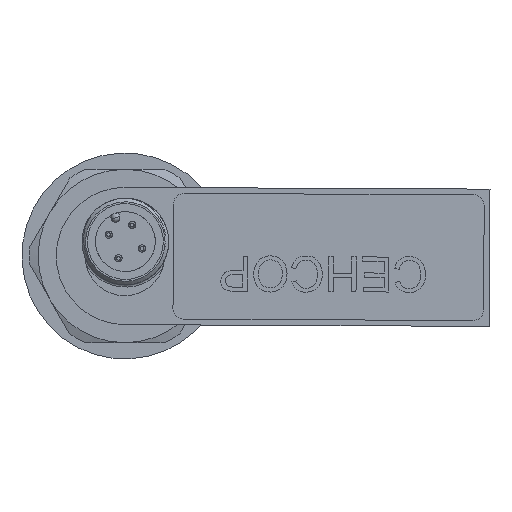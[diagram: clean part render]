
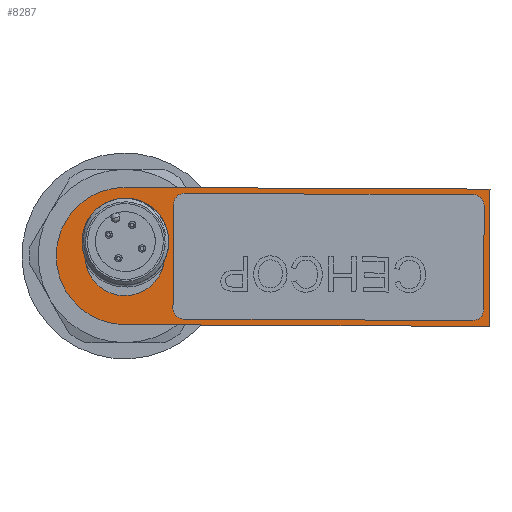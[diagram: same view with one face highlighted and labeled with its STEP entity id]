
A CAD part, left-side view. The second image highlights one B-rep face of the part: STEP entity #8287.
In plain terms, the highlighted face is planar.
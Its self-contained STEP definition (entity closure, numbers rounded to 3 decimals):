
#397=LINE('',#33158,#868);
#398=LINE('',#33160,#869);
#399=LINE('',#33162,#870);
#400=LINE('',#33163,#871);
#401=LINE('',#33168,#872);
#402=LINE('',#33172,#873);
#403=LINE('',#33176,#874);
#868=VECTOR('',#11150,1000.);
#869=VECTOR('',#11151,1000.);
#870=VECTOR('',#11152,1000.);
#871=VECTOR('',#11153,1000.);
#872=VECTOR('',#11156,1000.);
#873=VECTOR('',#11159,1000.);
#874=VECTOR('',#11162,1000.);
#1795=PLANE('',#9521);
#3021=ORIENTED_EDGE('',*,*,#4765,.F.);
#3022=ORIENTED_EDGE('',*,*,#4766,.F.);
#3023=ORIENTED_EDGE('',*,*,#4767,.F.);
#3024=ORIENTED_EDGE('',*,*,#4768,.F.);
#3025=ORIENTED_EDGE('',*,*,#4769,.F.);
#3026=ORIENTED_EDGE('',*,*,#4770,.T.);
#3027=ORIENTED_EDGE('',*,*,#4771,.T.);
#3028=ORIENTED_EDGE('',*,*,#4772,.T.);
#3029=ORIENTED_EDGE('',*,*,#4773,.T.);
#3030=ORIENTED_EDGE('',*,*,#4774,.T.);
#3031=ORIENTED_EDGE('',*,*,#4775,.T.);
#3032=ORIENTED_EDGE('',*,*,#4776,.T.);
#3033=ORIENTED_EDGE('',*,*,#4777,.T.);
#4765=EDGE_CURVE('',#5770,#5770,#6414,.T.);
#4766=EDGE_CURVE('',#5771,#5772,#6415,.T.);
#4767=EDGE_CURVE('',#5773,#5771,#397,.T.);
#4768=EDGE_CURVE('',#5774,#5773,#398,.T.);
#4769=EDGE_CURVE('',#5772,#5774,#399,.T.);
#4770=EDGE_CURVE('',#5775,#5776,#400,.T.);
#4771=EDGE_CURVE('',#5776,#5777,#6416,.T.);
#4772=EDGE_CURVE('',#5777,#5778,#401,.T.);
#4773=EDGE_CURVE('',#5778,#5779,#6417,.T.);
#4774=EDGE_CURVE('',#5779,#5780,#402,.T.);
#4775=EDGE_CURVE('',#5780,#5781,#6418,.T.);
#4776=EDGE_CURVE('',#5781,#5782,#403,.T.);
#4777=EDGE_CURVE('',#5782,#5775,#6419,.T.);
#5770=VERTEX_POINT('',#33154);
#5771=VERTEX_POINT('',#33156);
#5772=VERTEX_POINT('',#33157);
#5773=VERTEX_POINT('',#33159);
#5774=VERTEX_POINT('',#33161);
#5775=VERTEX_POINT('',#33164);
#5776=VERTEX_POINT('',#33165);
#5777=VERTEX_POINT('',#33167);
#5778=VERTEX_POINT('',#33169);
#5779=VERTEX_POINT('',#33171);
#5780=VERTEX_POINT('',#33173);
#5781=VERTEX_POINT('',#33175);
#5782=VERTEX_POINT('',#33177);
#6414=CIRCLE('',#9522,5.5);
#6415=CIRCLE('',#9523,9.5);
#6416=CIRCLE('',#9524,1.5);
#6417=CIRCLE('',#9525,1.5);
#6418=CIRCLE('',#9526,1.5);
#6419=CIRCLE('',#9527,1.5);
#6936=EDGE_LOOP('',(#3021));
#6937=EDGE_LOOP('',(#3022,#3023,#3024,#3025));
#6938=EDGE_LOOP('',(#3026,#3027,#3028,#3029,#3030,#3031,#3032,#3033));
#7609=FACE_BOUND('',#6936,.T.);
#7610=FACE_BOUND('',#6937,.T.);
#7611=FACE_BOUND('',#6938,.T.);
#8287=ADVANCED_FACE('',(#7609,#7610,#7611),#1795,.F.);
#9521=AXIS2_PLACEMENT_3D('',#33152,#11144,#11145);
#9522=AXIS2_PLACEMENT_3D('',#33153,#11146,#11147);
#9523=AXIS2_PLACEMENT_3D('',#33155,#11148,#11149);
#9524=AXIS2_PLACEMENT_3D('',#33166,#11154,#11155);
#9525=AXIS2_PLACEMENT_3D('',#33170,#11157,#11158);
#9526=AXIS2_PLACEMENT_3D('',#33174,#11160,#11161);
#9527=AXIS2_PLACEMENT_3D('',#33178,#11163,#11164);
#11144=DIRECTION('',(0.,1.,0.));
#11145=DIRECTION('',(0.,0.,1.));
#11146=DIRECTION('',(0.,-1.,0.));
#11147=DIRECTION('',(1.,0.,0.));
#11148=DIRECTION('',(0.,1.,0.));
#11149=DIRECTION('',(-1.,0.,0.));
#11150=DIRECTION('',(0.,0.,1.));
#11151=DIRECTION('',(-1.,0.,0.));
#11152=DIRECTION('',(0.,0.,-1.));
#11153=DIRECTION('',(-1.,0.,0.));
#11154=DIRECTION('',(0.,1.,0.));
#11155=DIRECTION('',(1.,0.,0.));
#11156=DIRECTION('',(0.,0.,1.));
#11157=DIRECTION('',(0.,1.,0.));
#11158=DIRECTION('',(1.,0.,0.));
#11159=DIRECTION('',(1.,0.,0.));
#11160=DIRECTION('',(0.,1.,0.));
#11161=DIRECTION('',(-1.,0.,0.));
#11162=DIRECTION('',(0.,0.,-1.));
#11163=DIRECTION('',(0.,1.,0.));
#11164=DIRECTION('',(1.,0.,0.));
#33152=CARTESIAN_POINT('',(9.5,0.,50.5));
#33153=CARTESIAN_POINT('',(9.5,0.,50.5));
#33154=CARTESIAN_POINT('',(15.,0.,50.5));
#33155=CARTESIAN_POINT('',(9.5,0.,50.5));
#33156=CARTESIAN_POINT('',(0.,0.,50.5));
#33157=CARTESIAN_POINT('',(19.,0.,50.5));
#33158=CARTESIAN_POINT('',(0.,0.,0.));
#33159=CARTESIAN_POINT('',(0.,0.,0.));
#33160=CARTESIAN_POINT('',(19.,0.,0.));
#33161=CARTESIAN_POINT('',(19.,0.,0.));
#33162=CARTESIAN_POINT('',(19.,0.,50.5));
#33163=CARTESIAN_POINT('',(2.16,0.,0.8));
#33164=CARTESIAN_POINT('',(16.7,0.,0.8));
#33165=CARTESIAN_POINT('',(2.3,0.,0.8));
#33166=CARTESIAN_POINT('',(2.3,0.,2.3));
#33167=CARTESIAN_POINT('',(0.8,0.,2.3));
#33168=CARTESIAN_POINT('',(0.8,0.,42.3));
#33169=CARTESIAN_POINT('',(0.8,0.,42.3));
#33170=CARTESIAN_POINT('',(2.3,0.,42.3));
#33171=CARTESIAN_POINT('',(2.3,0.,43.8));
#33172=CARTESIAN_POINT('',(16.56,0.,43.8));
#33173=CARTESIAN_POINT('',(16.7,0.,43.8));
#33174=CARTESIAN_POINT('',(16.7,0.,42.3));
#33175=CARTESIAN_POINT('',(18.2,0.,42.3));
#33176=CARTESIAN_POINT('',(18.2,0.,2.3));
#33177=CARTESIAN_POINT('',(18.2,0.,2.3));
#33178=CARTESIAN_POINT('',(16.7,0.,2.3));
